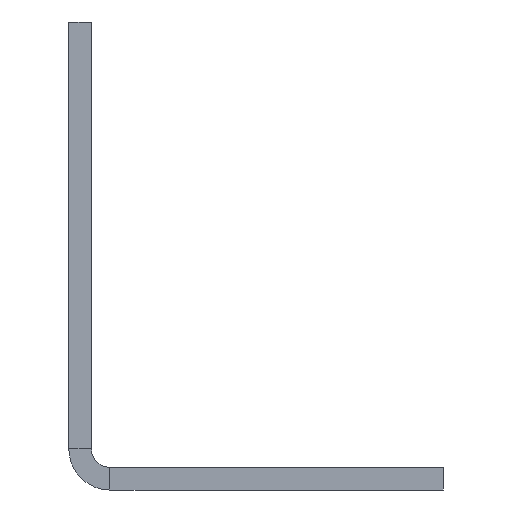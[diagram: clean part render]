
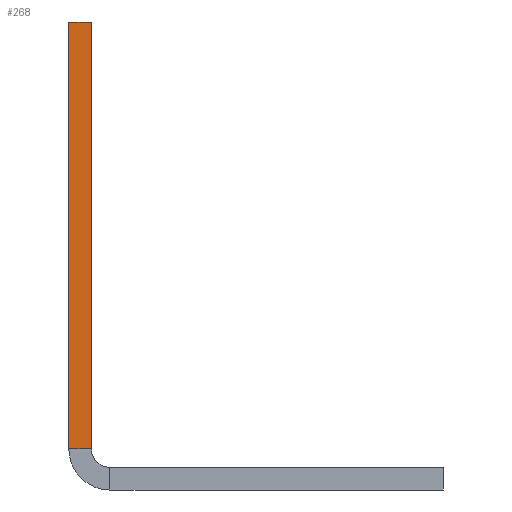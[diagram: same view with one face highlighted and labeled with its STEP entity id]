
A CAD part, left-side view. The second image highlights one B-rep face of the part: STEP entity #268.
In plain terms, the highlighted planar face has unit normal (-1, 0, 0).
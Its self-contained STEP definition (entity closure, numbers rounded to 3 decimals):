
#12 = EDGE_CURVE ( 'NONE', #223, #297, #66, .T. ) ;
#59 = DIRECTION ( 'NONE',  ( 0., 0., 1. ) ) ;
#66 = LINE ( 'NONE', #332, #211 ) ;
#114 = DIRECTION ( 'NONE',  ( 0., 0., 1. ) ) ;
#128 = CARTESIAN_POINT ( 'NONE',  ( 25.5, 20., 23.8 ) ) ;
#138 = AXIS2_PLACEMENT_3D ( 'NONE', #128, #202, #176 ) ;
#153 = CARTESIAN_POINT ( 'NONE',  ( 25.5, 18.8, 23.8 ) ) ;
#176 = DIRECTION ( 'NONE',  ( 0., 0., -1. ) ) ;
#183 = CARTESIAN_POINT ( 'NONE',  ( 25.5, 20., 0. ) ) ;
#189 = CARTESIAN_POINT ( 'NONE',  ( 25.5, 20., 23.8 ) ) ;
#197 = CARTESIAN_POINT ( 'NONE',  ( 25.5, 20., 1. ) ) ;
#202 = DIRECTION ( 'NONE',  ( 1., 0., 0. ) ) ;
#207 = CARTESIAN_POINT ( 'NONE',  ( 25.5, 18.8, 1. ) ) ;
#211 = VECTOR ( 'NONE', #462, 1000. ) ;
#213 = LINE ( 'NONE', #374, #257 ) ;
#217 = PLANE ( 'NONE',  #138 ) ;
#223 = VERTEX_POINT ( 'NONE', #207 ) ;
#232 = EDGE_CURVE ( 'NONE', #297, #368, #378, .T. ) ;
#243 = EDGE_CURVE ( 'NONE', #223, #468, #213, .T. ) ;
#257 = VECTOR ( 'NONE', #114, 1000. ) ;
#268 = ADVANCED_FACE ( 'NONE', ( #283 ), #217, .F. ) ;
#274 = EDGE_LOOP ( 'NONE', ( #367, #555, #516, #347 ) ) ;
#283 = FACE_OUTER_BOUND ( 'NONE', #274, .T. ) ;
#297 = VERTEX_POINT ( 'NONE', #197 ) ;
#331 = EDGE_CURVE ( 'NONE', #368, #468, #375, .T. ) ;
#332 = CARTESIAN_POINT ( 'NONE',  ( 25.5, 18.8, 1. ) ) ;
#347 = ORIENTED_EDGE ( 'NONE', *, *, #232, .F. ) ;
#367 = ORIENTED_EDGE ( 'NONE', *, *, #12, .F. ) ;
#368 = VERTEX_POINT ( 'NONE', #372 ) ;
#372 = CARTESIAN_POINT ( 'NONE',  ( 25.5, 20., 23.8 ) ) ;
#374 = CARTESIAN_POINT ( 'NONE',  ( 25.5, 18.8, 23.8 ) ) ;
#375 = LINE ( 'NONE', #189, #419 ) ;
#378 = LINE ( 'NONE', #183, #557 ) ;
#393 = DIRECTION ( 'NONE',  ( 0., -1., 0. ) ) ;
#419 = VECTOR ( 'NONE', #393, 1000. ) ;
#462 = DIRECTION ( 'NONE',  ( 0., 1., 0. ) ) ;
#468 = VERTEX_POINT ( 'NONE', #153 ) ;
#516 = ORIENTED_EDGE ( 'NONE', *, *, #331, .F. ) ;
#555 = ORIENTED_EDGE ( 'NONE', *, *, #243, .T. ) ;
#557 = VECTOR ( 'NONE', #59, 1000. ) ;
